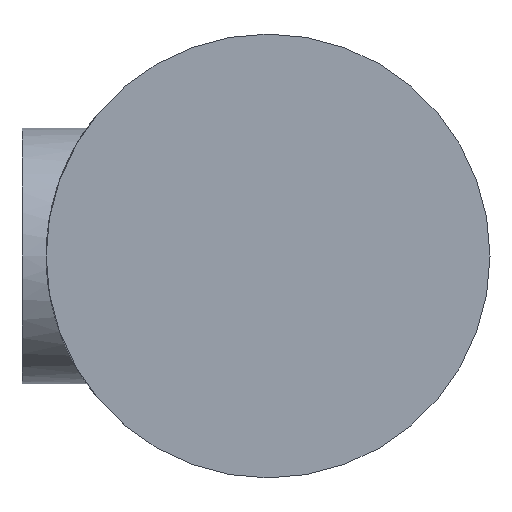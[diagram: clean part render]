
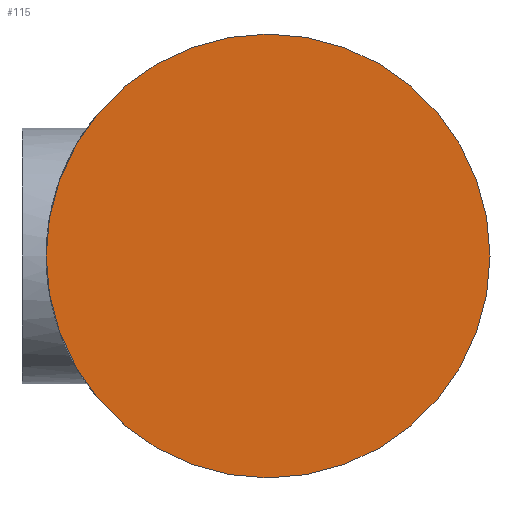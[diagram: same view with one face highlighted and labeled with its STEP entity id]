
A CAD part, front view. The second image highlights one B-rep face of the part: STEP entity #115.
In plain terms, the highlighted planar face has unit normal (0, -1, 0).
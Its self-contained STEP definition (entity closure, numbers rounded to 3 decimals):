
#47=PLANE('',#144);
#54=FACE_OUTER_BOUND('',#60,.T.);
#60=EDGE_LOOP('',(#100,#101));
#70=CIRCLE('',#142,46.);
#71=CIRCLE('',#143,46.);
#76=VERTEX_POINT('',#221);
#77=VERTEX_POINT('',#223);
#85=EDGE_CURVE('',#77,#76,#70,.T.);
#86=EDGE_CURVE('',#76,#77,#71,.T.);
#100=ORIENTED_EDGE('',*,*,#85,.T.);
#101=ORIENTED_EDGE('',*,*,#86,.T.);
#115=ADVANCED_FACE('',(#54),#47,.F.);
#142=AXIS2_PLACEMENT_3D('',#224,#172,#173);
#143=AXIS2_PLACEMENT_3D('',#225,#174,#175);
#144=AXIS2_PLACEMENT_3D('',#296,#176,#177);
#172=DIRECTION('center_axis',(0.,-1.,0.));
#173=DIRECTION('ref_axis',(-1.,0.,0.));
#174=DIRECTION('center_axis',(0.,-1.,0.));
#175=DIRECTION('ref_axis',(-1.,0.,0.));
#176=DIRECTION('center_axis',(0.,1.,0.));
#177=DIRECTION('ref_axis',(0.,0.,1.));
#221=CARTESIAN_POINT('',(112.,-30.,0.));
#223=CARTESIAN_POINT('',(20.,-30.,0.));
#224=CARTESIAN_POINT('Origin',(66.,-30.,0.));
#225=CARTESIAN_POINT('Origin',(66.,-30.,0.));
#296=CARTESIAN_POINT('Origin',(66.,-30.,0.));
